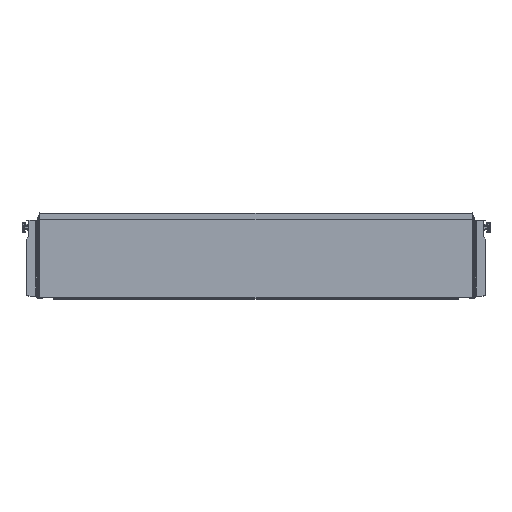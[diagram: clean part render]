
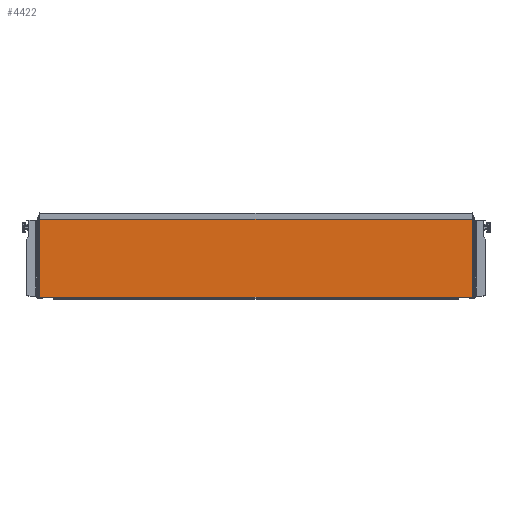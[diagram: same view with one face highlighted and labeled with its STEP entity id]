
A CAD part, front view. The second image highlights one B-rep face of the part: STEP entity #4422.
In plain terms, the highlighted planar face has unit normal (0, -1, 0).
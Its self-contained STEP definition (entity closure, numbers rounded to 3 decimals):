
#67 = FACE_OUTER_BOUND ( 'NONE', #1058, .T. ) ;
#80 = DIRECTION ( 'NONE',  ( 0., 0., -1. ) ) ;
#298 = EDGE_CURVE ( 'NONE', #2093, #9175, #10552, .T. ) ;
#447 = LINE ( 'NONE', #12639, #9234 ) ;
#860 = ORIENTED_EDGE ( 'NONE', *, *, #8702, .F. ) ;
#940 = ORIENTED_EDGE ( 'NONE', *, *, #9899, .F. ) ;
#949 = VERTEX_POINT ( 'NONE', #10823 ) ;
#1058 = EDGE_LOOP ( 'NONE', ( #940, #860, #1139, #1262, #7141, #2543, #7419, #13622, #5035, #6245 ) ) ;
#1080 = CARTESIAN_POINT ( 'NONE',  ( -381., -1.5, -73.85 ) ) ;
#1139 = ORIENTED_EDGE ( 'NONE', *, *, #11776, .F. ) ;
#1173 = EDGE_CURVE ( 'NONE', #2717, #8515, #11877, .T. ) ;
#1176 = LINE ( 'NONE', #10707, #13271 ) ;
#1187 = CARTESIAN_POINT ( 'NONE',  ( 381., -1.5, -73.85 ) ) ;
#1262 = ORIENTED_EDGE ( 'NONE', *, *, #298, .F. ) ;
#1310 = LINE ( 'NONE', #5239, #1493 ) ;
#1357 = VERTEX_POINT ( 'NONE', #2540 ) ;
#1377 = EDGE_CURVE ( 'NONE', #949, #4892, #12243, .T. ) ;
#1429 = VECTOR ( 'NONE', #9375, 1000. ) ;
#1493 = VECTOR ( 'NONE', #4659, 1000. ) ;
#1740 = CARTESIAN_POINT ( 'NONE',  ( -381., -1.5, 70.85 ) ) ;
#1855 = VECTOR ( 'NONE', #80, 1000. ) ;
#2022 = EDGE_CURVE ( 'NONE', #14311, #949, #3242, .T. ) ;
#2093 = VERTEX_POINT ( 'NONE', #7968 ) ;
#2540 = CARTESIAN_POINT ( 'NONE',  ( -381., -1.5, 73.85 ) ) ;
#2543 = ORIENTED_EDGE ( 'NONE', *, *, #1377, .F. ) ;
#2717 = VERTEX_POINT ( 'NONE', #1187 ) ;
#3242 = LINE ( 'NONE', #4434, #8194 ) ;
#3696 = DIRECTION ( 'NONE',  ( -1., 0., 0. ) ) ;
#4001 = CARTESIAN_POINT ( 'NONE',  ( 381., -1.5, 73.85 ) ) ;
#4422 = ADVANCED_FACE ( 'NONE', ( #67 ), #14209, .T. ) ;
#4434 = CARTESIAN_POINT ( 'NONE',  ( 356., -1.5, -74.85 ) ) ;
#4567 = VECTOR ( 'NONE', #10395, 1000. ) ;
#4659 = DIRECTION ( 'NONE',  ( 1., 0., 0. ) ) ;
#4892 = VERTEX_POINT ( 'NONE', #11282 ) ;
#5035 = ORIENTED_EDGE ( 'NONE', *, *, #1173, .F. ) ;
#5149 = VERTEX_POINT ( 'NONE', #4001 ) ;
#5239 = CARTESIAN_POINT ( 'NONE',  ( -381., -1.5, 73.85 ) ) ;
#6022 = VECTOR ( 'NONE', #12891, 1000. ) ;
#6245 = ORIENTED_EDGE ( 'NONE', *, *, #13909, .T. ) ;
#6373 = AXIS2_PLACEMENT_3D ( 'NONE', #9443, #11697, #8274 ) ;
#6762 = LINE ( 'NONE', #8046, #6022 ) ;
#6977 = DIRECTION ( 'NONE',  ( 0., 0., 1. ) ) ;
#6991 = VECTOR ( 'NONE', #10485, 1000. ) ;
#7141 = ORIENTED_EDGE ( 'NONE', *, *, #15057, .F. ) ;
#7419 = ORIENTED_EDGE ( 'NONE', *, *, #2022, .F. ) ;
#7968 = CARTESIAN_POINT ( 'NONE',  ( -381., -1.5, -73.85 ) ) ;
#8046 = CARTESIAN_POINT ( 'NONE',  ( -381., -1.5, 73.85 ) ) ;
#8194 = VECTOR ( 'NONE', #12607, 1000. ) ;
#8274 = DIRECTION ( 'NONE',  ( 0., 0., -1. ) ) ;
#8446 = LINE ( 'NONE', #10435, #6991 ) ;
#8515 = VERTEX_POINT ( 'NONE', #12773 ) ;
#8702 = EDGE_CURVE ( 'NONE', #1357, #5149, #1310, .T. ) ;
#9175 = VERTEX_POINT ( 'NONE', #1740 ) ;
#9234 = VECTOR ( 'NONE', #14031, 1000. ) ;
#9375 = DIRECTION ( 'NONE',  ( 0., 0., 1. ) ) ;
#9443 = CARTESIAN_POINT ( 'NONE',  ( 381., -1.5, -73.85 ) ) ;
#9850 = VERTEX_POINT ( 'NONE', #10568 ) ;
#9899 = EDGE_CURVE ( 'NONE', #5149, #9850, #12122, .T. ) ;
#10085 = CARTESIAN_POINT ( 'NONE',  ( 356., -1.5, -74.85 ) ) ;
#10089 = EDGE_CURVE ( 'NONE', #14311, #8515, #8446, .T. ) ;
#10395 = DIRECTION ( 'NONE',  ( -1., 0., 0. ) ) ;
#10435 = CARTESIAN_POINT ( 'NONE',  ( 356., -1.5, -74.85 ) ) ;
#10485 = DIRECTION ( 'NONE',  ( 0., 0., 1. ) ) ;
#10552 = LINE ( 'NONE', #11145, #11832 ) ;
#10568 = CARTESIAN_POINT ( 'NONE',  ( 381., -1.5, 70.85 ) ) ;
#10694 = CARTESIAN_POINT ( 'NONE',  ( -356., -1.5, -74.85 ) ) ;
#10707 = CARTESIAN_POINT ( 'NONE',  ( -381., -1.5, -73.85 ) ) ;
#10823 = CARTESIAN_POINT ( 'NONE',  ( -356., -1.5, -74.85 ) ) ;
#11145 = CARTESIAN_POINT ( 'NONE',  ( -381., -1.5, 73.85 ) ) ;
#11282 = CARTESIAN_POINT ( 'NONE',  ( -356., -1.5, -73.85 ) ) ;
#11697 = DIRECTION ( 'NONE',  ( 0., -1., 0. ) ) ;
#11776 = EDGE_CURVE ( 'NONE', #9175, #1357, #6762, .T. ) ;
#11832 = VECTOR ( 'NONE', #6977, 1000. ) ;
#11877 = LINE ( 'NONE', #1080, #4567 ) ;
#12122 = LINE ( 'NONE', #14105, #1855 ) ;
#12243 = LINE ( 'NONE', #10694, #1429 ) ;
#12607 = DIRECTION ( 'NONE',  ( -1., 0., 0. ) ) ;
#12639 = CARTESIAN_POINT ( 'NONE',  ( 381., -1.5, -73.85 ) ) ;
#12773 = CARTESIAN_POINT ( 'NONE',  ( 356., -1.5, -73.85 ) ) ;
#12891 = DIRECTION ( 'NONE',  ( 0., 0., 1. ) ) ;
#13271 = VECTOR ( 'NONE', #3696, 1000. ) ;
#13622 = ORIENTED_EDGE ( 'NONE', *, *, #10089, .T. ) ;
#13909 = EDGE_CURVE ( 'NONE', #2717, #9850, #447, .T. ) ;
#14031 = DIRECTION ( 'NONE',  ( 0., 0., 1. ) ) ;
#14105 = CARTESIAN_POINT ( 'NONE',  ( 381., -1.5, 73.85 ) ) ;
#14209 = PLANE ( 'NONE',  #6373 ) ;
#14311 = VERTEX_POINT ( 'NONE', #10085 ) ;
#15057 = EDGE_CURVE ( 'NONE', #4892, #2093, #1176, .T. ) ;
